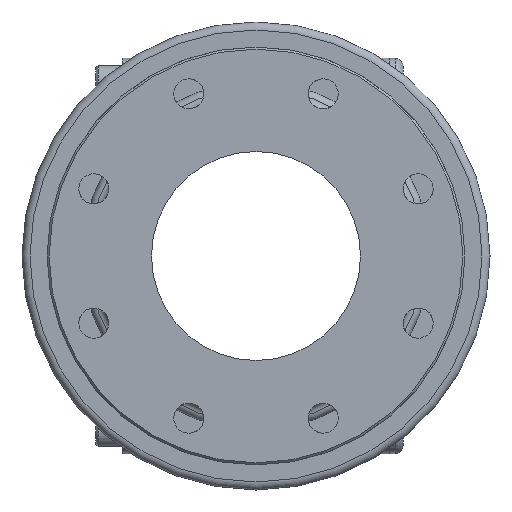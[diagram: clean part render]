
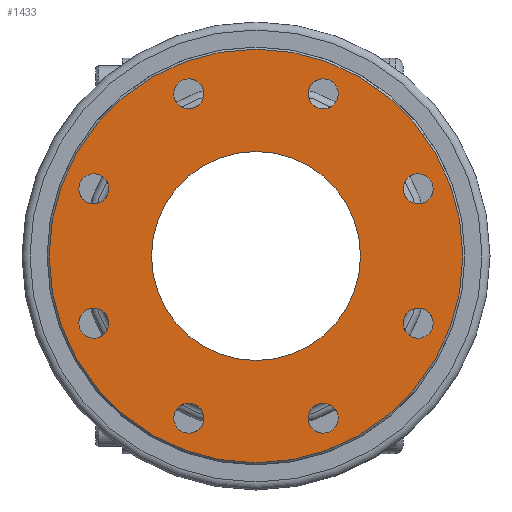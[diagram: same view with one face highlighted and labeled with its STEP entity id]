
A CAD part, left-side view. The second image highlights one B-rep face of the part: STEP entity #1433.
In plain terms, the highlighted planar face has unit normal (-1, 0, 0).
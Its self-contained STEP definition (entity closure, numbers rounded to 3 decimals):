
#58=PLANE('',#1587);
#200=FACE_BOUND('',#447,.T.);
#201=FACE_BOUND('',#448,.T.);
#202=FACE_BOUND('',#449,.T.);
#203=FACE_BOUND('',#450,.T.);
#204=FACE_BOUND('',#451,.T.);
#205=FACE_BOUND('',#452,.T.);
#206=FACE_BOUND('',#453,.T.);
#207=FACE_BOUND('',#454,.T.);
#208=FACE_BOUND('',#455,.T.);
#306=FACE_OUTER_BOUND('',#446,.T.);
#446=EDGE_LOOP('',(#1102));
#447=EDGE_LOOP('',(#1103));
#448=EDGE_LOOP('',(#1104));
#449=EDGE_LOOP('',(#1105));
#450=EDGE_LOOP('',(#1106));
#451=EDGE_LOOP('',(#1107));
#452=EDGE_LOOP('',(#1108));
#453=EDGE_LOOP('',(#1109));
#454=EDGE_LOOP('',(#1110));
#455=EDGE_LOOP('',(#1111));
#632=CIRCLE('',#1558,9.);
#633=CIRCLE('',#1560,9.);
#634=CIRCLE('',#1562,9.);
#635=CIRCLE('',#1564,9.);
#636=CIRCLE('',#1566,9.);
#637=CIRCLE('',#1568,9.);
#638=CIRCLE('',#1570,9.);
#642=CIRCLE('',#1577,9.);
#646=CIRCLE('',#1585,123.75);
#648=CIRCLE('',#1588,62.5);
#753=VERTEX_POINT('',#2314);
#754=VERTEX_POINT('',#2317);
#755=VERTEX_POINT('',#2320);
#756=VERTEX_POINT('',#2323);
#757=VERTEX_POINT('',#2326);
#758=VERTEX_POINT('',#2329);
#759=VERTEX_POINT('',#2332);
#763=VERTEX_POINT('',#2343);
#773=VERTEX_POINT('',#2373);
#775=VERTEX_POINT('',#2378);
#892=EDGE_CURVE('',#753,#753,#632,.T.);
#893=EDGE_CURVE('',#754,#754,#633,.T.);
#894=EDGE_CURVE('',#755,#755,#634,.T.);
#895=EDGE_CURVE('',#756,#756,#635,.T.);
#896=EDGE_CURVE('',#757,#757,#636,.T.);
#897=EDGE_CURVE('',#758,#758,#637,.T.);
#898=EDGE_CURVE('',#759,#759,#638,.T.);
#902=EDGE_CURVE('',#763,#763,#642,.T.);
#914=EDGE_CURVE('',#773,#773,#646,.T.);
#916=EDGE_CURVE('',#775,#775,#648,.T.);
#1102=ORIENTED_EDGE('',*,*,#914,.F.);
#1103=ORIENTED_EDGE('',*,*,#916,.T.);
#1104=ORIENTED_EDGE('',*,*,#898,.T.);
#1105=ORIENTED_EDGE('',*,*,#897,.T.);
#1106=ORIENTED_EDGE('',*,*,#896,.T.);
#1107=ORIENTED_EDGE('',*,*,#895,.T.);
#1108=ORIENTED_EDGE('',*,*,#894,.T.);
#1109=ORIENTED_EDGE('',*,*,#893,.T.);
#1110=ORIENTED_EDGE('',*,*,#892,.T.);
#1111=ORIENTED_EDGE('',*,*,#902,.T.);
#1433=ADVANCED_FACE('',(#306,#200,#201,#202,#203,#204,#205,#206,#207,#208),
#58,.T.);
#1558=AXIS2_PLACEMENT_3D('',#2315,#1832,#1833);
#1560=AXIS2_PLACEMENT_3D('',#2318,#1836,#1837);
#1562=AXIS2_PLACEMENT_3D('',#2321,#1840,#1841);
#1564=AXIS2_PLACEMENT_3D('',#2324,#1844,#1845);
#1566=AXIS2_PLACEMENT_3D('',#2327,#1848,#1849);
#1568=AXIS2_PLACEMENT_3D('',#2330,#1852,#1853);
#1570=AXIS2_PLACEMENT_3D('',#2333,#1856,#1857);
#1577=AXIS2_PLACEMENT_3D('',#2344,#1870,#1871);
#1585=AXIS2_PLACEMENT_3D('',#2374,#1892,#1893);
#1587=AXIS2_PLACEMENT_3D('',#2377,#1896,#1897);
#1588=AXIS2_PLACEMENT_3D('',#2379,#1898,#1899);
#1832=DIRECTION('center_axis',(1.,0.,0.));
#1833=DIRECTION('ref_axis',(0.,1.,0.));
#1836=DIRECTION('center_axis',(1.,0.,0.));
#1837=DIRECTION('ref_axis',(0.,0.707,-0.707));
#1840=DIRECTION('center_axis',(1.,0.,0.));
#1841=DIRECTION('ref_axis',(0.,0.,-1.));
#1844=DIRECTION('center_axis',(1.,0.,0.));
#1845=DIRECTION('ref_axis',(0.,-0.707,-0.707));
#1848=DIRECTION('center_axis',(1.,0.,0.));
#1849=DIRECTION('ref_axis',(0.,-1.,0.));
#1852=DIRECTION('center_axis',(1.,0.,0.));
#1853=DIRECTION('ref_axis',(0.,-0.707,0.707));
#1856=DIRECTION('center_axis',(1.,0.,0.));
#1857=DIRECTION('ref_axis',(0.,0.,1.));
#1870=DIRECTION('center_axis',(1.,0.,0.));
#1871=DIRECTION('ref_axis',(0.,0.707,0.707));
#1892=DIRECTION('center_axis',(1.,0.,0.));
#1893=DIRECTION('ref_axis',(0.,-1.,0.));
#1896=DIRECTION('center_axis',(-1.,0.,0.));
#1897=DIRECTION('ref_axis',(0.,0.,1.));
#1898=DIRECTION('center_axis',(1.,0.,0.));
#1899=DIRECTION('ref_axis',(0.,0.,-1.));
#2314=CARTESIAN_POINT('',(0.,31.182,-97.007));
#2315=CARTESIAN_POINT('Origin',(0.,40.182,-97.007));
#2317=CARTESIAN_POINT('',(0.,-46.546,-90.643));
#2318=CARTESIAN_POINT('Origin',(0.,-40.182,-97.007));
#2320=CARTESIAN_POINT('',(0.,-97.007,-31.182));
#2321=CARTESIAN_POINT('Origin',(0.,-97.007,-40.182));
#2323=CARTESIAN_POINT('',(0.,-90.643,46.546));
#2324=CARTESIAN_POINT('Origin',(0.,-97.007,40.182));
#2326=CARTESIAN_POINT('',(0.,-31.182,97.007));
#2327=CARTESIAN_POINT('Origin',(0.,-40.182,97.007));
#2329=CARTESIAN_POINT('',(0.,46.546,90.643));
#2330=CARTESIAN_POINT('Origin',(0.,40.182,97.007));
#2332=CARTESIAN_POINT('',(0.,97.007,31.182));
#2333=CARTESIAN_POINT('Origin',(0.,97.007,40.182));
#2343=CARTESIAN_POINT('',(0.,90.643,-46.546));
#2344=CARTESIAN_POINT('Origin',(0.,97.007,-40.182));
#2373=CARTESIAN_POINT('',(0.,123.75,0.));
#2374=CARTESIAN_POINT('Origin',(0.,0.,0.));
#2377=CARTESIAN_POINT('Origin',(0.,125.,0.));
#2378=CARTESIAN_POINT('',(0.,62.5,0.));
#2379=CARTESIAN_POINT('Origin',(0.,0.,0.));
